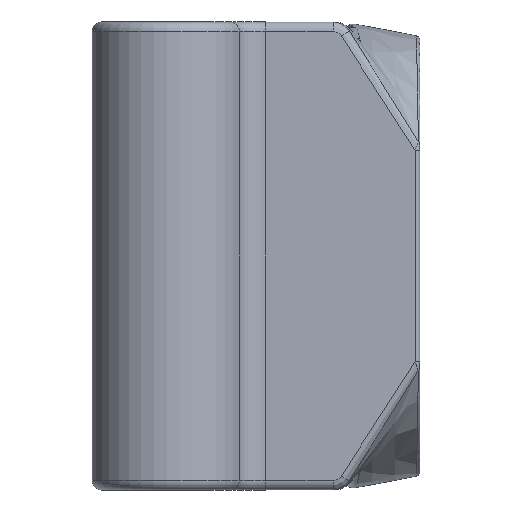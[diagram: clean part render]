
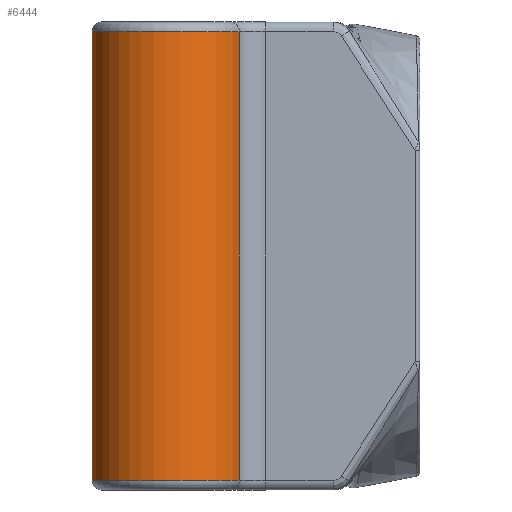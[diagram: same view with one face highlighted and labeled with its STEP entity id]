
A CAD part, left-side view. The second image highlights one B-rep face of the part: STEP entity #6444.
In plain terms, the highlighted cylindrical face has radius 4 mm (diameter 8 mm), a partial arc.
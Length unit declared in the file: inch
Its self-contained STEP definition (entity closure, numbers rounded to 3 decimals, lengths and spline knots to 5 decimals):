
#1904=CARTESIAN_POINT('',(-0.37402,0.36102,
-0.4626));
#1905=DIRECTION('',(0.,0.,1.));
#1906=DIRECTION('',(0.,1.,0.));
#1907=AXIS2_PLACEMENT_3D('',#1904,#1905,#1906);
#1909=DIRECTION('',(0.,0.,1.));
#1910=VECTOR('',#1909,0.9252);
#1911=CARTESIAN_POINT('',(-0.37402,0.5185,
-0.4626));
#1912=LINE('',#1911,#1910);
#1913=CARTESIAN_POINT('',(-0.37402,0.36102,
0.4626));
#1914=DIRECTION('',(0.,0.,1.));
#1915=DIRECTION('',(0.,1.,0.));
#1916=AXIS2_PLACEMENT_3D('',#1913,#1914,#1915);
#1918=DIRECTION('',(0.,0.,1.));
#1919=VECTOR('',#1918,0.9252);
#1920=CARTESIAN_POINT('',(-0.43343,0.21518,
-0.4626));
#1921=LINE('',#1920,#1919);
#2069=CARTESIAN_POINT('',(-0.43343,0.21518,
-0.4626));
#2070=VERTEX_POINT('',#2069);
#2073=CARTESIAN_POINT('',(-0.37402,0.5185,
-0.4626));
#2074=VERTEX_POINT('',#2073);
#2087=CARTESIAN_POINT('',(-0.43343,0.21518,
0.4626));
#2088=VERTEX_POINT('',#2087);
#2091=CARTESIAN_POINT('',(-0.37402,0.5185,
0.4626));
#2092=VERTEX_POINT('',#2091);
#6433=CARTESIAN_POINT('',(-0.37402,0.36102,
-0.48228));
#6434=DIRECTION('',(0.,0.,1.));
#6435=DIRECTION('',(1.,0.,0.));
#6436=AXIS2_PLACEMENT_3D('',#6433,#6434,#6435);
#6437=CYLINDRICAL_SURFACE('',#6436,0.15748);
#6438=ORIENTED_EDGE('',*,*,#6424,.F.);
#6439=ORIENTED_EDGE('',*,*,#6320,.T.);
#6440=ORIENTED_EDGE('',*,*,#6360,.T.);
#6441=ORIENTED_EDGE('',*,*,#6386,.F.);
#6442=EDGE_LOOP('',(#6438,#6439,#6440,#6441));
#6443=FACE_OUTER_BOUND('',#6442,.F.);
#6444=ADVANCED_FACE('',(#6443),#6437,.T.);
#1908=CIRCLE('',#1907,0.15748);
#1917=CIRCLE('',#1916,0.15748);
#6320=EDGE_CURVE('',#2074,#2092,#1912,.T.);
#6360=EDGE_CURVE('',#2092,#2088,#1917,.T.);
#6386=EDGE_CURVE('',#2070,#2088,#1921,.T.);
#6424=EDGE_CURVE('',#2074,#2070,#1908,.T.);
